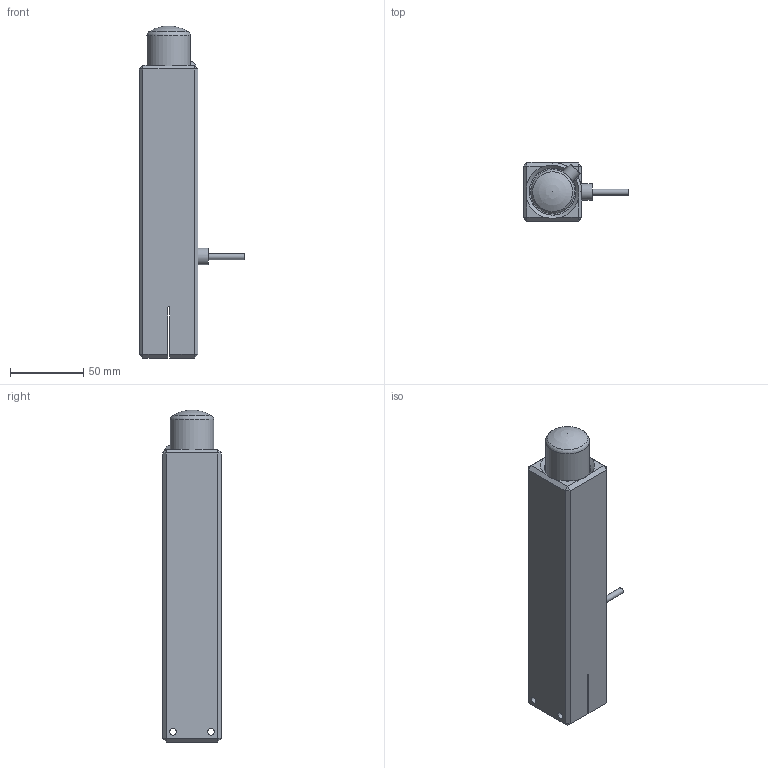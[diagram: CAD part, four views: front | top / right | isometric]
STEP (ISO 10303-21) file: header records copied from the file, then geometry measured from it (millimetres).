
FILE_DESCRIPTION(/* description */ (''),/* implementation_level */ '2;1');
FILE_NAME(/* name */ 'STack_Holder v3.step',/* time_stamp */ '2023-07-06T18:08:49+02:00',/* author */ (''),/* organization */ (''),/* preprocessor_version */ 'ST-DEVELOPER v19.2',/* originating_system */ 'Autodesk Translation Framework v12.6.0.85',/* authorisation */ '');
FILE_SCHEMA (('AUTOMOTIVE_DESIGN { 1 0 10303 214 3 1 1 }'));
Length unit declared in the file: millimetre
Products named in the file (6): STack_Holder; Holder; EE-08-SS; EE-08-M1A8; wire; PAr
Assembly tree (5 placements, depth 4):
  STack_Holder
    Holder
      EE-08-SS
        EE-08-M1A8
        wire
      PAr
Bounding box: 72 x 40 x 227 mm (x, y, z)
Volume: 175282.3 mm3; surface area: 54547.7 mm2
Topology: 4 solids, 4 shells, 175 faces, 422 edges, 259 vertices
Faces by surface type: plane 109, cylinder 48, cone 12, bspline 4, torus 1, sphere 1
Full cylindrical faces by diameter (mm): 4 x2, 4.5 x4, 5 x1, 9.5 x1, 11.4 x1, 12 x2, 14.137 x5, 14.5 x1, 14.526 x5, 15.85 x4, 16.203 x5, 18 x1, 18.2 x1, 30 x1, 32 x1
Entity records: 8996 total; most frequent: CARTESIAN_POINT 4929, ORIENTED_EDGE 842, DIRECTION 760, EDGE_CURVE 421, LINE 260, VECTOR 260, VERTEX_POINT 259, AXIS2_PLACEMENT_3D 250
